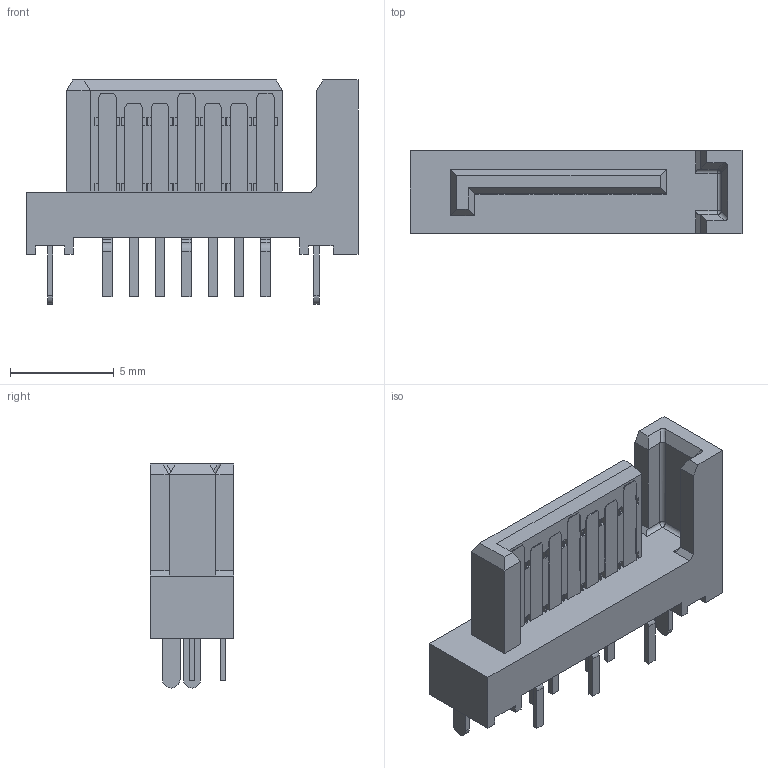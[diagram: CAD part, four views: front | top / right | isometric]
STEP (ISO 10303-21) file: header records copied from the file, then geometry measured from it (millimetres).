
FILE_DESCRIPTION((''),'2;1');
FILE_NAME('674911030','2009-10-06T',('PNB'),(''),'PRO/ENGINEER BY PARAMETRIC TECHNOLOGY CORPORATION, 2003451','PRO/ENGINEER BY PARAMETRIC TECHNOLOGY CORPORATION, 2003451','');
FILE_SCHEMA(('CONFIG_CONTROL_DESIGN'));
Length unit declared in the file: millimetre
Products named in the file (1): 674911030
Bounding box: 16 x 4 x 10.8 mm (x, y, z)
Volume: 253.3 mm3; surface area: 535.6 mm2
Topology: 1 solids, 1 shells, 339 faces, 966 edges, 644 vertices
Faces by surface type: plane 316, cylinder 21, sphere 2
Entity records: 10884 total; most frequent: CARTESIAN_POINT 1982, ORIENTED_EDGE 1896, DIRECTION 1688, EDGE_CURVE 948, VECTOR 904, LINE 904, VERTEX_POINT 626, AXIS2_PLACEMENT_3D 392
